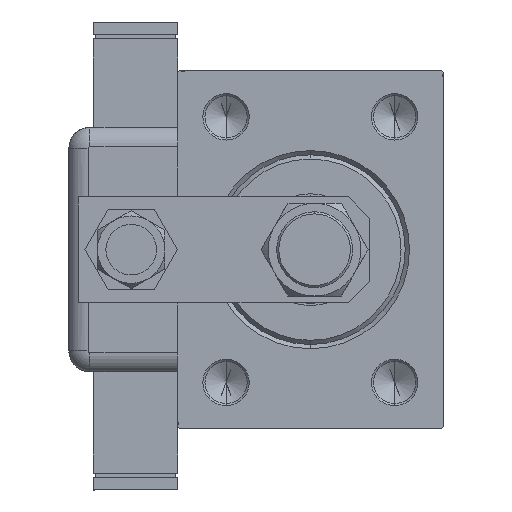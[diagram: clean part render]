
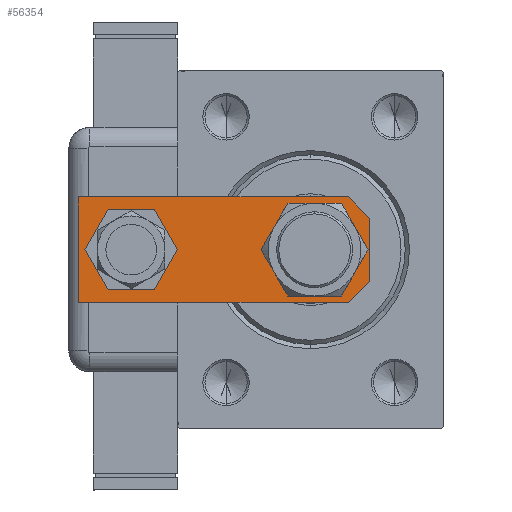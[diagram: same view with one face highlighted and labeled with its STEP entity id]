
A CAD part, left-side view. The second image highlights one B-rep face of the part: STEP entity #56354.
In plain terms, the highlighted face is planar.
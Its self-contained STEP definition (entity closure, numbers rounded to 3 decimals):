
#157 = DIRECTION ( 'NONE',  ( 1., 0., 0. ) ) ;
#654 = VERTEX_POINT ( 'NONE', #30114 ) ;
#887 = ORIENTED_EDGE ( 'NONE', *, *, #31012, .T. ) ;
#4167 = VECTOR ( 'NONE', #20512, 1000. ) ;
#4350 = DIRECTION ( 'NONE',  ( -1., 0., 0. ) ) ;
#5622 = CARTESIAN_POINT ( 'NONE',  ( 0., 13., 0. ) ) ;
#6059 = CARTESIAN_POINT ( 'NONE',  ( 0., 13., 0. ) ) ;
#6390 = DIRECTION ( 'NONE',  ( 1., 0., 0. ) ) ;
#6995 = CARTESIAN_POINT ( 'NONE',  ( -12.5, 69., 0. ) ) ;
#7319 = EDGE_CURVE ( 'NONE', #58448, #50873, #17595, .T. ) ;
#7720 = CARTESIAN_POINT ( 'NONE',  ( -12.5, 69., 0. ) ) ;
#7772 = EDGE_CURVE ( 'NONE', #45948, #16143, #50553, .T. ) ;
#9654 = DIRECTION ( 'NONE',  ( -0.707, 0.707, 0. ) ) ;
#9827 = DIRECTION ( 'NONE',  ( 0., 0., 1. ) ) ;
#9984 = DIRECTION ( 'NONE',  ( 1., 0., 0. ) ) ;
#10154 = CARTESIAN_POINT ( 'NONE',  ( 0., 56.5, 0. ) ) ;
#10485 = CARTESIAN_POINT ( 'NONE',  ( 12.5, 5., 0. ) ) ;
#10618 = CARTESIAN_POINT ( 'NONE',  ( -12.5, 5., 0. ) ) ;
#11918 = ORIENTED_EDGE ( 'NONE', *, *, #29645, .F. ) ;
#13494 = VECTOR ( 'NONE', #9984, 1000. ) ;
#14251 = VECTOR ( 'NONE', #4350, 1000. ) ;
#14252 = DIRECTION ( 'NONE',  ( 1., 0., 0. ) ) ;
#14338 = VERTEX_POINT ( 'NONE', #50353 ) ;
#14406 = DIRECTION ( 'NONE',  ( 1., 0., 0. ) ) ;
#14972 = VERTEX_POINT ( 'NONE', #27680 ) ;
#15781 = CARTESIAN_POINT ( 'NONE',  ( -7., 13., 0. ) ) ;
#15783 = DIRECTION ( 'NONE',  ( 0., 0., 1. ) ) ;
#16143 = VERTEX_POINT ( 'NONE', #10618 ) ;
#16221 = AXIS2_PLACEMENT_3D ( 'NONE', #10154, #47385, #14252 ) ;
#16438 = LINE ( 'NONE', #10485, #4167 ) ;
#16531 = LINE ( 'NONE', #54669, #49143 ) ;
#16532 = AXIS2_PLACEMENT_3D ( 'NONE', #6059, #9827, #157 ) ;
#17595 = CIRCLE ( 'NONE', #43539, 7. ) ;
#18778 = CARTESIAN_POINT ( 'NONE',  ( -12.5, 0., 0. ) ) ;
#19351 = LINE ( 'NONE', #57468, #47621 ) ;
#19519 = CARTESIAN_POINT ( 'NONE',  ( 7.5, 0., 0. ) ) ;
#20085 = ORIENTED_EDGE ( 'NONE', *, *, #7319, .T. ) ;
#20512 = DIRECTION ( 'NONE',  ( -0.707, -0.707, 0. ) ) ;
#20806 = AXIS2_PLACEMENT_3D ( 'NONE', #25157, #15783, #6390 ) ;
#23459 = LINE ( 'NONE', #18778, #13494 ) ;
#24368 = CIRCLE ( 'NONE', #20806, 7. ) ;
#24577 = VECTOR ( 'NONE', #26798, 1000. ) ;
#24915 = EDGE_CURVE ( 'NONE', #14972, #14338, #24368, .T. ) ;
#25157 = CARTESIAN_POINT ( 'NONE',  ( 0., 56.5, 0. ) ) ;
#25333 = ORIENTED_EDGE ( 'NONE', *, *, #39780, .F. ) ;
#26798 = DIRECTION ( 'NONE',  ( 0., -1., 0. ) ) ;
#27680 = CARTESIAN_POINT ( 'NONE',  ( 7., 56.5, 0. ) ) ;
#28180 = FACE_BOUND ( 'NONE', #59854, .T. ) ;
#29556 = ORIENTED_EDGE ( 'NONE', *, *, #24915, .T. ) ;
#29645 = EDGE_CURVE ( 'NONE', #654, #45948, #47173, .T. ) ;
#30056 = ORIENTED_EDGE ( 'NONE', *, *, #7772, .F. ) ;
#30114 = CARTESIAN_POINT ( 'NONE',  ( 12.5, 69., 0. ) ) ;
#30835 = VERTEX_POINT ( 'NONE', #40590 ) ;
#31012 = EDGE_CURVE ( 'NONE', #30835, #42628, #16438, .T. ) ;
#32071 = EDGE_CURVE ( 'NONE', #30835, #654, #16531, .T. ) ;
#32153 = CIRCLE ( 'NONE', #16221, 7. ) ;
#32413 = ORIENTED_EDGE ( 'NONE', *, *, #39310, .T. ) ;
#32896 = PLANE ( 'NONE',  #47133 ) ;
#34779 = CARTESIAN_POINT ( 'NONE',  ( 7., 13., 0. ) ) ;
#38764 = DIRECTION ( 'NONE',  ( 0., 0., 1. ) ) ;
#39310 = EDGE_CURVE ( 'NONE', #50873, #58448, #44462, .T. ) ;
#39780 = EDGE_CURVE ( 'NONE', #46674, #42628, #23459, .T. ) ;
#40590 = CARTESIAN_POINT ( 'NONE',  ( 12.5, 5., 0. ) ) ;
#40906 = DIRECTION ( 'NONE',  ( 0., 1., 0. ) ) ;
#42628 = VERTEX_POINT ( 'NONE', #19519 ) ;
#43171 = FACE_BOUND ( 'NONE', #59609, .T. ) ;
#43404 = CARTESIAN_POINT ( 'NONE',  ( 12.5, 69., 0. ) ) ;
#43539 = AXIS2_PLACEMENT_3D ( 'NONE', #5622, #38764, #58754 ) ;
#44341 = EDGE_CURVE ( 'NONE', #46674, #16143, #19351, .T. ) ;
#44462 = CIRCLE ( 'NONE', #16532, 7. ) ;
#44837 = CARTESIAN_POINT ( 'NONE',  ( -7.5, 0., 0. ) ) ;
#45948 = VERTEX_POINT ( 'NONE', #6995 ) ;
#46165 = ORIENTED_EDGE ( 'NONE', *, *, #55800, .T. ) ;
#46674 = VERTEX_POINT ( 'NONE', #44837 ) ;
#47133 = AXIS2_PLACEMENT_3D ( 'NONE', #57534, #47249, #14406 ) ;
#47173 = LINE ( 'NONE', #43404, #14251 ) ;
#47249 = DIRECTION ( 'NONE',  ( 0., 0., 1. ) ) ;
#47385 = DIRECTION ( 'NONE',  ( 0., 0., 1. ) ) ;
#47621 = VECTOR ( 'NONE', #9654, 1000. ) ;
#49143 = VECTOR ( 'NONE', #40906, 1000. ) ;
#50353 = CARTESIAN_POINT ( 'NONE',  ( -7., 56.5, 0. ) ) ;
#50553 = LINE ( 'NONE', #7720, #24577 ) ;
#50873 = VERTEX_POINT ( 'NONE', #34779 ) ;
#53701 = FACE_OUTER_BOUND ( 'NONE', #57478, .T. ) ;
#54546 = ORIENTED_EDGE ( 'NONE', *, *, #32071, .F. ) ;
#54669 = CARTESIAN_POINT ( 'NONE',  ( 12.5, 0., 0. ) ) ;
#55800 = EDGE_CURVE ( 'NONE', #14338, #14972, #32153, .T. ) ;
#56354 = ADVANCED_FACE ( 'NONE', ( #53701, #28180, #43171 ), #32896, .F. ) ;
#57468 = CARTESIAN_POINT ( 'NONE',  ( -7.5, 0., 0. ) ) ;
#57478 = EDGE_LOOP ( 'NONE', ( #25333, #58734, #30056, #11918, #54546, #887 ) ) ;
#57534 = CARTESIAN_POINT ( 'NONE',  ( 0., 0., 0. ) ) ;
#58448 = VERTEX_POINT ( 'NONE', #15781 ) ;
#58734 = ORIENTED_EDGE ( 'NONE', *, *, #44341, .T. ) ;
#58754 = DIRECTION ( 'NONE',  ( 1., 0., 0. ) ) ;
#59609 = EDGE_LOOP ( 'NONE', ( #20085, #32413 ) ) ;
#59854 = EDGE_LOOP ( 'NONE', ( #46165, #29556 ) ) ;
